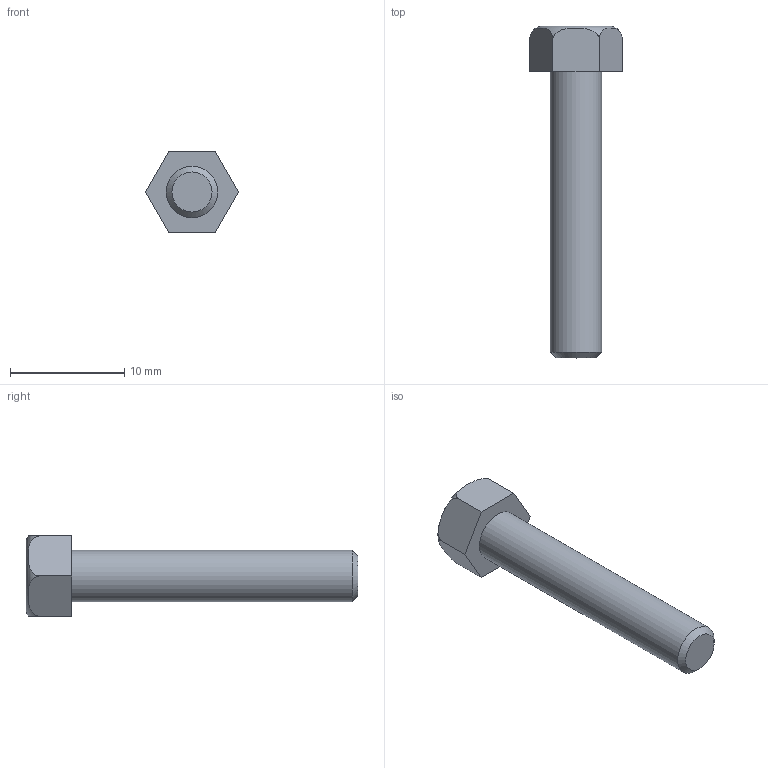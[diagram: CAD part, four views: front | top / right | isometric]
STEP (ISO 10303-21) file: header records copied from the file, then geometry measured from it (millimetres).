
FILE_DESCRIPTION (( 'STEP AP214' ), '1' );
FILE_NAME ('Part2. Bolt.STEP', '2025-03-28T10:27:51', ( '' ), ( '' ), 'SwSTEP 2.0', 'SolidWorks 2025', '' );
FILE_SCHEMA (( 'AUTOMOTIVE_DESIGN' ));
Length unit declared in the file: millimetre
Products named in the file (1): Part2. Bolt
Bounding box: 8.08 x 29 x 7 mm (x, y, z)
Volume: 563.7 mm3; surface area: 524.5 mm2
Topology: 1 solids, 1 shells, 12 faces, 26 edges, 17 vertices
Faces by surface type: plane 9, cylinder 1, cone 1, torus 1
Full cylindrical faces by diameter (mm): 4.5 x1
Entity records: 451 total; most frequent: CARTESIAN_POINT 189, DIRECTION 46, ORIENTED_EDGE 44, EDGE_CURVE 22, AXIS2_PLACEMENT_3D 17, VERTEX_POINT 16, EDGE_LOOP 16, FACE_OUTER_BOUND 14
